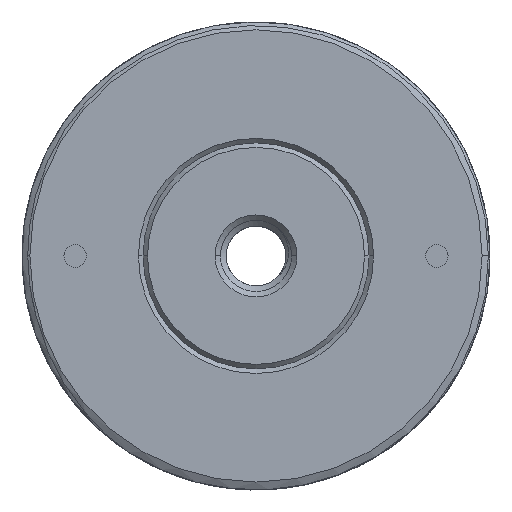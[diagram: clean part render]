
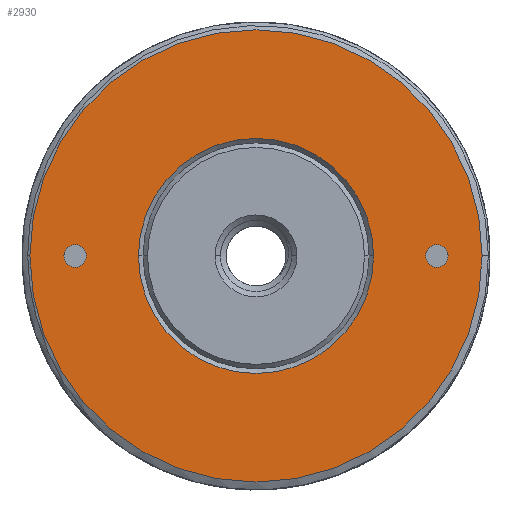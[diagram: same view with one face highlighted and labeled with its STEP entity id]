
A CAD part, top view. The second image highlights one B-rep face of the part: STEP entity #2930.
In plain terms, the highlighted planar face has unit normal (0, 0, 1).
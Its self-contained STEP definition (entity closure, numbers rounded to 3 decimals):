
#2=CARTESIAN_POINT('',(-12.145,6.254,5.018));
#3=DIRECTION('',(0.,0.,1.));
#4=DIRECTION('',(-1.,0.,0.));
#5=AXIS2_PLACEMENT_3D('',#2,#3,#4);
#7=CARTESIAN_POINT('',(-12.145,6.254,5.018));
#8=DIRECTION('',(0.,0.,1.));
#9=DIRECTION('',(1.,0.,0.));
#10=AXIS2_PLACEMENT_3D('',#7,#8,#9);
#12=CARTESIAN_POINT('',(-12.145,6.254,5.018));
#13=DIRECTION('',(0.,0.,-1.));
#14=DIRECTION('',(-1.,0.,0.));
#15=AXIS2_PLACEMENT_3D('',#12,#13,#14);
#17=CARTESIAN_POINT('',(-12.145,6.254,5.018));
#18=DIRECTION('',(0.,0.,-1.));
#19=DIRECTION('',(1.,0.,0.));
#20=AXIS2_PLACEMENT_3D('',#17,#18,#19);
#22=CARTESIAN_POINT('',(-1.985,6.254,5.018));
#23=DIRECTION('',(0.,0.,-1.));
#24=DIRECTION('',(-1.,0.,0.));
#25=AXIS2_PLACEMENT_3D('',#22,#23,#24);
#27=CARTESIAN_POINT('',(-1.985,6.254,5.018));
#28=DIRECTION('',(0.,0.,-1.));
#29=DIRECTION('',(1.,0.,0.));
#30=AXIS2_PLACEMENT_3D('',#27,#28,#29);
#50=CARTESIAN_POINT('',(-22.305,6.254,5.018));
#51=DIRECTION('',(0.,0.,-1.));
#52=DIRECTION('',(1.,0.,0.));
#53=AXIS2_PLACEMENT_3D('',#50,#51,#52);
#55=CARTESIAN_POINT('',(-22.305,6.254,5.018));
#56=DIRECTION('',(0.,0.,-1.));
#57=DIRECTION('',(-1.,0.,0.));
#58=AXIS2_PLACEMENT_3D('',#55,#56,#57);
#2725=CARTESIAN_POINT('',(-18.749,6.254,5.018));
#2727=VERTEX_POINT('',#2725);
#2741=CARTESIAN_POINT('',(-24.85,6.254,5.018));
#2742=CARTESIAN_POINT('',(0.559,6.254,5.018));
#2743=VERTEX_POINT('',#2741);
#2744=VERTEX_POINT('',#2742);
#2753=CARTESIAN_POINT('',(-5.541,6.254,5.018));
#2755=VERTEX_POINT('',#2753);
#2781=CARTESIAN_POINT('',(-22.94,6.254,5.018));
#2782=VERTEX_POINT('',#2781);
#2783=CARTESIAN_POINT('',(-1.35,6.254,5.018));
#2784=VERTEX_POINT('',#2783);
#2787=CARTESIAN_POINT('',(-2.62,6.254,5.018));
#2788=VERTEX_POINT('',#2787);
#2789=CARTESIAN_POINT('',(-21.67,6.254,5.018));
#2790=VERTEX_POINT('',#2789);
#2901=CARTESIAN_POINT('',(-12.145,8.222,5.018));
#2902=DIRECTION('',(0.,0.,-1.));
#2903=DIRECTION('',(-1.,0.,0.));
#2904=AXIS2_PLACEMENT_3D('',#2901,#2902,#2903);
#2905=PLANE('',#2904);
#2907=ORIENTED_EDGE('',*,*,#2906,.F.);
#2909=ORIENTED_EDGE('',*,*,#2908,.F.);
#2910=EDGE_LOOP('',(#2907,#2909));
#2911=FACE_OUTER_BOUND('',#2910,.F.);
#2913=ORIENTED_EDGE('',*,*,#2912,.F.);
#2915=ORIENTED_EDGE('',*,*,#2914,.F.);
#2916=EDGE_LOOP('',(#2913,#2915));
#2917=FACE_BOUND('',#2916,.F.);
#2919=ORIENTED_EDGE('',*,*,#2918,.F.);
#2921=ORIENTED_EDGE('',*,*,#2920,.F.);
#2922=EDGE_LOOP('',(#2919,#2921));
#2923=FACE_BOUND('',#2922,.F.);
#2925=ORIENTED_EDGE('',*,*,#2924,.F.);
#2927=ORIENTED_EDGE('',*,*,#2926,.F.);
#2928=EDGE_LOOP('',(#2925,#2927));
#2929=FACE_BOUND('',#2928,.F.);
#2930=ADVANCED_FACE('',(#2911,#2917,#2923,#2929),#2905,.F.);
#6=CIRCLE('',#5,12.705);
#11=CIRCLE('',#10,12.705);
#16=CIRCLE('',#15,6.604);
#21=CIRCLE('',#20,6.604);
#26=CIRCLE('',#25,0.635);
#31=CIRCLE('',#30,0.635);
#54=CIRCLE('',#53,0.635);
#59=CIRCLE('',#58,0.635);
#2906=EDGE_CURVE('',#2743,#2744,#6,.T.);
#2908=EDGE_CURVE('',#2744,#2743,#11,.T.);
#2912=EDGE_CURVE('',#2790,#2782,#54,.T.);
#2914=EDGE_CURVE('',#2782,#2790,#59,.T.);
#2918=EDGE_CURVE('',#2788,#2784,#26,.T.);
#2920=EDGE_CURVE('',#2784,#2788,#31,.T.);
#2924=EDGE_CURVE('',#2727,#2755,#16,.T.);
#2926=EDGE_CURVE('',#2755,#2727,#21,.T.);
